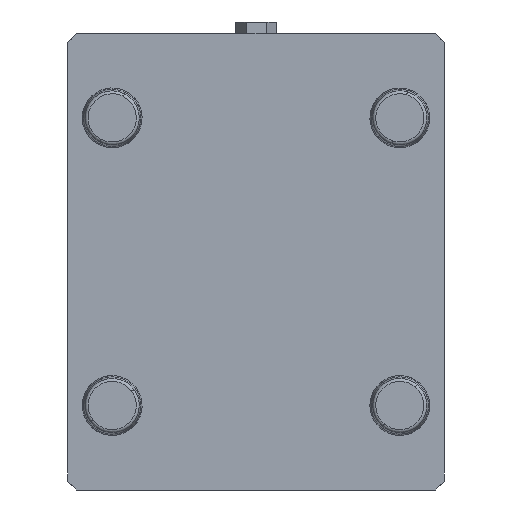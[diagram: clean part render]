
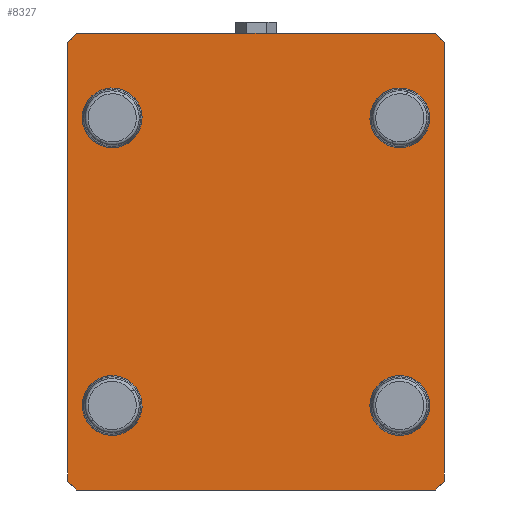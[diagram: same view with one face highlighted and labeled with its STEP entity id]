
A CAD part, front view. The second image highlights one B-rep face of the part: STEP entity #8327.
In plain terms, the highlighted planar face has unit normal (0, -1, 0).
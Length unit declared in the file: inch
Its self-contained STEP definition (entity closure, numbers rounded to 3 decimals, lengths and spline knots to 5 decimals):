
#148 = CARTESIAN_POINT ( 'NONE',  ( -1.57451, 0., -1.88976 ) ) ;
#204 = DIRECTION ( 'NONE',  ( -1., 0., 0. ) ) ;
#240 = VERTEX_POINT ( 'NONE', #2329 ) ;
#296 = CARTESIAN_POINT ( 'NONE',  ( 2.475, 0., 3. ) ) ;
#309 = AXIS2_PLACEMENT_3D ( 'NONE', #6113, #4024, #8193 ) ;
#315 = ORIENTED_EDGE ( 'NONE', *, *, #4317, .F. ) ;
#350 = LINE ( 'NONE', #1117, #4942 ) ;
#382 = FACE_BOUND ( 'NONE', #2114, .T. ) ;
#390 = DIRECTION ( 'NONE',  ( 0., -1., 0. ) ) ;
#408 = VERTEX_POINT ( 'NONE', #7497 ) ;
#449 = VECTOR ( 'NONE', #8971, 39.37008 ) ;
#552 = VECTOR ( 'NONE', #8314, 39.37008 ) ;
#595 = CARTESIAN_POINT ( 'NONE',  ( -2.475, 0., 3. ) ) ;
#691 = EDGE_CURVE ( 'NONE', #8568, #1208, #8721, .T. ) ;
#698 = CIRCLE ( 'NONE', #2454, 0.31525 ) ;
#706 = CARTESIAN_POINT ( 'NONE',  ( 1.88976, 0., -1.88976 ) ) ;
#718 = EDGE_CURVE ( 'NONE', #5423, #408, #5270, .T. ) ;
#739 = VERTEX_POINT ( 'NONE', #7995 ) ;
#949 = EDGE_CURVE ( 'NONE', #6731, #739, #4676, .T. ) ;
#960 = DIRECTION ( 'NONE',  ( 1., 0., 0. ) ) ;
#1045 = CIRCLE ( 'NONE', #309, 0.31525 ) ;
#1117 = CARTESIAN_POINT ( 'NONE',  ( 2.475, 0., -2.88189 ) ) ;
#1148 = EDGE_CURVE ( 'NONE', #8568, #6731, #6688, .T. ) ;
#1188 = ORIENTED_EDGE ( 'NONE', *, *, #8967, .T. ) ;
#1206 = DIRECTION ( 'NONE',  ( -1., 0., 0. ) ) ;
#1208 = VERTEX_POINT ( 'NONE', #3063 ) ;
#1283 = LINE ( 'NONE', #3981, #3825 ) ;
#1507 = CARTESIAN_POINT ( 'NONE',  ( -1.88976, 0., 1.88976 ) ) ;
#1542 = ORIENTED_EDGE ( 'NONE', *, *, #4334, .F. ) ;
#1566 = AXIS2_PLACEMENT_3D ( 'NONE', #1507, #9036, #6249 ) ;
#1572 = FACE_OUTER_BOUND ( 'NONE', #7051, .T. ) ;
#1585 = DIRECTION ( 'NONE',  ( -1., 0., 0. ) ) ;
#1641 = DIRECTION ( 'NONE',  ( -0.707, 0., 0.707 ) ) ;
#1670 = LINE ( 'NONE', #8155, #449 ) ;
#1715 = CIRCLE ( 'NONE', #8481, 0.31525 ) ;
#1757 = DIRECTION ( 'NONE',  ( 0., -1., 0. ) ) ;
#1776 = CIRCLE ( 'NONE', #4108, 0.31525 ) ;
#1789 = DIRECTION ( 'NONE',  ( 1., 0., 0. ) ) ;
#1815 = VERTEX_POINT ( 'NONE', #8478 ) ;
#1901 = CARTESIAN_POINT ( 'NONE',  ( 1.88976, 0., -1.88976 ) ) ;
#2010 = CARTESIAN_POINT ( 'NONE',  ( -2.35689, 0., 3. ) ) ;
#2024 = DIRECTION ( 'NONE',  ( 1., 0., 0. ) ) ;
#2114 = EDGE_LOOP ( 'NONE', ( #6029, #5732 ) ) ;
#2171 = ORIENTED_EDGE ( 'NONE', *, *, #691, .F. ) ;
#2246 = DIRECTION ( 'NONE',  ( 0., -1., 0. ) ) ;
#2329 = CARTESIAN_POINT ( 'NONE',  ( 2.20501, 0., -1.88976 ) ) ;
#2387 = VERTEX_POINT ( 'NONE', #148 ) ;
#2388 = ORIENTED_EDGE ( 'NONE', *, *, #1148, .T. ) ;
#2390 = CARTESIAN_POINT ( 'NONE',  ( 2.475, 0., 3. ) ) ;
#2454 = AXIS2_PLACEMENT_3D ( 'NONE', #5649, #5695, #2024 ) ;
#2587 = ORIENTED_EDGE ( 'NONE', *, *, #5060, .F. ) ;
#2589 = CARTESIAN_POINT ( 'NONE',  ( -2.35689, 0., -3. ) ) ;
#2936 = EDGE_LOOP ( 'NONE', ( #5739, #2587 ) ) ;
#3063 = CARTESIAN_POINT ( 'NONE',  ( 2.35689, 0., 3. ) ) ;
#3067 = LINE ( 'NONE', #7950, #3740 ) ;
#3149 = CARTESIAN_POINT ( 'NONE',  ( -2.35689, 0., 3. ) ) ;
#3243 = ORIENTED_EDGE ( 'NONE', *, *, #3435, .T. ) ;
#3261 = CIRCLE ( 'NONE', #3561, 0.31525 ) ;
#3387 = EDGE_CURVE ( 'NONE', #2387, #4607, #7191, .T. ) ;
#3435 = EDGE_CURVE ( 'NONE', #739, #5423, #1670, .T. ) ;
#3514 = CARTESIAN_POINT ( 'NONE',  ( -1.88976, 0., -1.88976 ) ) ;
#3561 = AXIS2_PLACEMENT_3D ( 'NONE', #6045, #390, #1206 ) ;
#3719 = VERTEX_POINT ( 'NONE', #5712 ) ;
#3740 = VECTOR ( 'NONE', #1641, 39.37008 ) ;
#3825 = VECTOR ( 'NONE', #6801, 39.37008 ) ;
#3876 = EDGE_CURVE ( 'NONE', #240, #1815, #1776, .T. ) ;
#3912 = CARTESIAN_POINT ( 'NONE',  ( 1.57451, 0., 1.88976 ) ) ;
#3981 = CARTESIAN_POINT ( 'NONE',  ( 2.475, 0., 3. ) ) ;
#4024 = DIRECTION ( 'NONE',  ( 0., -1., 0. ) ) ;
#4108 = AXIS2_PLACEMENT_3D ( 'NONE', #706, #5524, #9008 ) ;
#4242 = DIRECTION ( 'NONE',  ( 0., -1., 0. ) ) ;
#4317 = EDGE_CURVE ( 'NONE', #3719, #5165, #1283, .T. ) ;
#4331 = AXIS2_PLACEMENT_3D ( 'NONE', #296, #6498, #204 ) ;
#4334 = EDGE_CURVE ( 'NONE', #4748, #6087, #1045, .T. ) ;
#4369 = FACE_BOUND ( 'NONE', #5675, .T. ) ;
#4433 = ORIENTED_EDGE ( 'NONE', *, *, #8882, .F. ) ;
#4459 = DIRECTION ( 'NONE',  ( 0.707, 0., 0.707 ) ) ;
#4544 = AXIS2_PLACEMENT_3D ( 'NONE', #1901, #1757, #5333 ) ;
#4607 = VERTEX_POINT ( 'NONE', #8930 ) ;
#4676 = LINE ( 'NONE', #595, #552 ) ;
#4748 = VERTEX_POINT ( 'NONE', #7757 ) ;
#4786 = CARTESIAN_POINT ( 'NONE',  ( 2.475, 0., -2.88189 ) ) ;
#4793 = VECTOR ( 'NONE', #1789, 39.37008 ) ;
#4942 = VECTOR ( 'NONE', #4459, 39.37008 ) ;
#5053 = FACE_BOUND ( 'NONE', #5545, .T. ) ;
#5060 = EDGE_CURVE ( 'NONE', #1815, #240, #8524, .T. ) ;
#5165 = VERTEX_POINT ( 'NONE', #4786 ) ;
#5270 = LINE ( 'NONE', #8091, #4793 ) ;
#5333 = DIRECTION ( 'NONE',  ( 1., 0., 0. ) ) ;
#5423 = VERTEX_POINT ( 'NONE', #2589 ) ;
#5437 = VERTEX_POINT ( 'NONE', #7486 ) ;
#5524 = DIRECTION ( 'NONE',  ( 0., -1., 0. ) ) ;
#5545 = EDGE_LOOP ( 'NONE', ( #4433, #8496 ) ) ;
#5649 = CARTESIAN_POINT ( 'NONE',  ( -1.88976, 0., 1.88976 ) ) ;
#5675 = EDGE_LOOP ( 'NONE', ( #1542, #6572 ) ) ;
#5685 = DIRECTION ( 'NONE',  ( -1., 0., 0. ) ) ;
#5695 = DIRECTION ( 'NONE',  ( 0., -1., 0. ) ) ;
#5712 = CARTESIAN_POINT ( 'NONE',  ( 2.475, 0., 2.88189 ) ) ;
#5732 = ORIENTED_EDGE ( 'NONE', *, *, #8696, .F. ) ;
#5734 = AXIS2_PLACEMENT_3D ( 'NONE', #3514, #4242, #1585 ) ;
#5739 = ORIENTED_EDGE ( 'NONE', *, *, #3876, .F. ) ;
#5970 = ORIENTED_EDGE ( 'NONE', *, *, #7714, .T. ) ;
#6028 = EDGE_CURVE ( 'NONE', #6087, #4748, #3261, .T. ) ;
#6029 = ORIENTED_EDGE ( 'NONE', *, *, #3387, .F. ) ;
#6045 = CARTESIAN_POINT ( 'NONE',  ( 1.88976, 0., 1.88976 ) ) ;
#6087 = VERTEX_POINT ( 'NONE', #3912 ) ;
#6113 = CARTESIAN_POINT ( 'NONE',  ( 1.88976, 0., 1.88976 ) ) ;
#6249 = DIRECTION ( 'NONE',  ( 1., 0., 0. ) ) ;
#6493 = ORIENTED_EDGE ( 'NONE', *, *, #949, .T. ) ;
#6498 = DIRECTION ( 'NONE',  ( 0., 1., 0. ) ) ;
#6514 = DIRECTION ( 'NONE',  ( -0.707, 0., -0.707 ) ) ;
#6556 = VECTOR ( 'NONE', #960, 39.37008 ) ;
#6572 = ORIENTED_EDGE ( 'NONE', *, *, #6028, .F. ) ;
#6668 = CARTESIAN_POINT ( 'NONE',  ( -1.57451, 0., 1.88976 ) ) ;
#6688 = LINE ( 'NONE', #3149, #8029 ) ;
#6693 = VERTEX_POINT ( 'NONE', #6668 ) ;
#6731 = VERTEX_POINT ( 'NONE', #8145 ) ;
#6801 = DIRECTION ( 'NONE',  ( 0., 0., -1. ) ) ;
#7051 = EDGE_LOOP ( 'NONE', ( #315, #5970, #2171, #2388, #6493, #3243, #7495, #1188 ) ) ;
#7174 = PLANE ( 'NONE',  #4331 ) ;
#7191 = CIRCLE ( 'NONE', #5734, 0.31525 ) ;
#7486 = CARTESIAN_POINT ( 'NONE',  ( -2.20501, 0., 1.88976 ) ) ;
#7495 = ORIENTED_EDGE ( 'NONE', *, *, #718, .T. ) ;
#7497 = CARTESIAN_POINT ( 'NONE',  ( 2.35689, 0., -3. ) ) ;
#7714 = EDGE_CURVE ( 'NONE', #3719, #1208, #3067, .T. ) ;
#7754 = CIRCLE ( 'NONE', #1566, 0.31525 ) ;
#7757 = CARTESIAN_POINT ( 'NONE',  ( 2.20501, 0., 1.88976 ) ) ;
#7950 = CARTESIAN_POINT ( 'NONE',  ( 2.35689, 0., 3. ) ) ;
#7995 = CARTESIAN_POINT ( 'NONE',  ( -2.475, 0., -2.88189 ) ) ;
#8029 = VECTOR ( 'NONE', #6514, 39.37008 ) ;
#8091 = CARTESIAN_POINT ( 'NONE',  ( 2.475, 0., -3. ) ) ;
#8105 = CARTESIAN_POINT ( 'NONE',  ( -1.88976, 0., -1.88976 ) ) ;
#8145 = CARTESIAN_POINT ( 'NONE',  ( -2.475, 0., 2.88189 ) ) ;
#8155 = CARTESIAN_POINT ( 'NONE',  ( -2.475, 0., -2.88189 ) ) ;
#8193 = DIRECTION ( 'NONE',  ( -1., 0., 0. ) ) ;
#8314 = DIRECTION ( 'NONE',  ( 0., 0., -1. ) ) ;
#8327 = ADVANCED_FACE ( 'NONE', ( #382, #8564, #4369, #5053, #1572 ), #7174, .F. ) ;
#8478 = CARTESIAN_POINT ( 'NONE',  ( 1.57451, 0., -1.88976 ) ) ;
#8481 = AXIS2_PLACEMENT_3D ( 'NONE', #8105, #2246, #5685 ) ;
#8496 = ORIENTED_EDGE ( 'NONE', *, *, #8826, .F. ) ;
#8524 = CIRCLE ( 'NONE', #4544, 0.31525 ) ;
#8564 = FACE_BOUND ( 'NONE', #2936, .T. ) ;
#8568 = VERTEX_POINT ( 'NONE', #2010 ) ;
#8696 = EDGE_CURVE ( 'NONE', #4607, #2387, #1715, .T. ) ;
#8721 = LINE ( 'NONE', #2390, #6556 ) ;
#8826 = EDGE_CURVE ( 'NONE', #5437, #6693, #7754, .T. ) ;
#8882 = EDGE_CURVE ( 'NONE', #6693, #5437, #698, .T. ) ;
#8930 = CARTESIAN_POINT ( 'NONE',  ( -2.20501, 0., -1.88976 ) ) ;
#8967 = EDGE_CURVE ( 'NONE', #408, #5165, #350, .T. ) ;
#8971 = DIRECTION ( 'NONE',  ( 0.707, 0., -0.707 ) ) ;
#9008 = DIRECTION ( 'NONE',  ( 1., 0., 0. ) ) ;
#9036 = DIRECTION ( 'NONE',  ( 0., -1., 0. ) ) ;
